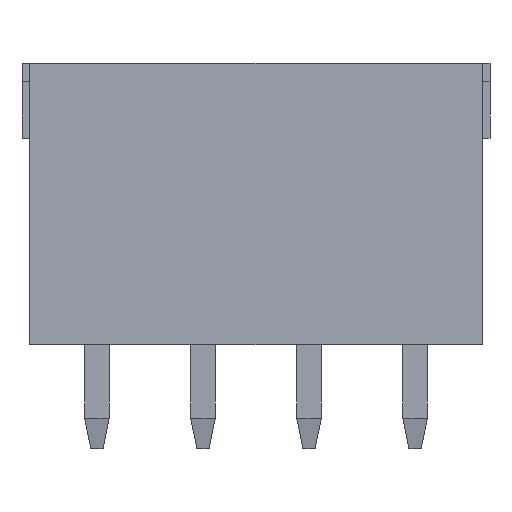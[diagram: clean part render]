
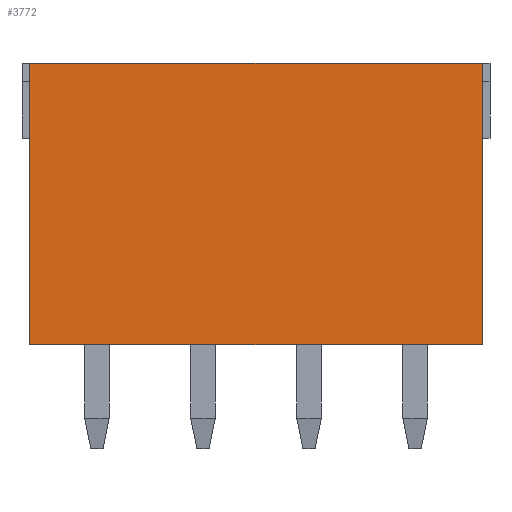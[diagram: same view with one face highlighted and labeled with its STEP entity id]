
A CAD part, front view. The second image highlights one B-rep face of the part: STEP entity #3772.
In plain terms, the highlighted planar face has unit normal (0, -1, 0).
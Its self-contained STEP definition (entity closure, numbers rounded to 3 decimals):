
#3449 = EDGE_CURVE('',#3450,#3452,#3454,.T.);
#3450 = VERTEX_POINT('',#3451);
#3451 = CARTESIAN_POINT('',(7.4,-3.15,0.));
#3452 = VERTEX_POINT('',#3453);
#3453 = CARTESIAN_POINT('',(-7.4,-3.15,0.));
#3454 = LINE('',#3455,#3456);
#3455 = CARTESIAN_POINT('',(7.65,-3.15,0.));
#3456 = VECTOR('',#3457,1.);
#3457 = DIRECTION('',(-1.,0.,0.));
#3503 = EDGE_CURVE('',#3504,#3450,#3506,.T.);
#3504 = VERTEX_POINT('',#3505);
#3505 = CARTESIAN_POINT('',(7.4,-3.15,9.2));
#3506 = LINE('',#3507,#3508);
#3507 = CARTESIAN_POINT('',(7.4,-3.15,9.2));
#3508 = VECTOR('',#3509,1.);
#3509 = DIRECTION('',(0.,0.,-1.));
#3655 = EDGE_CURVE('',#3656,#3452,#3658,.T.);
#3656 = VERTEX_POINT('',#3657);
#3657 = CARTESIAN_POINT('',(-7.4,-3.15,9.2));
#3658 = LINE('',#3659,#3660);
#3659 = CARTESIAN_POINT('',(-7.4,-3.15,9.2));
#3660 = VECTOR('',#3661,1.);
#3661 = DIRECTION('',(0.,0.,-1.));
#3772 = ADVANCED_FACE('',(#3773),#3784,.T.);
#3773 = FACE_BOUND('',#3774,.T.);
#3774 = EDGE_LOOP('',(#3775,#3776,#3782,#3783));
#3775 = ORIENTED_EDGE('',*,*,#3503,.F.);
#3776 = ORIENTED_EDGE('',*,*,#3777,.T.);
#3777 = EDGE_CURVE('',#3504,#3656,#3778,.T.);
#3778 = LINE('',#3779,#3780);
#3779 = CARTESIAN_POINT('',(7.65,-3.15,9.2));
#3780 = VECTOR('',#3781,1.);
#3781 = DIRECTION('',(-1.,0.,0.));
#3782 = ORIENTED_EDGE('',*,*,#3655,.T.);
#3783 = ORIENTED_EDGE('',*,*,#3449,.F.);
#3784 = PLANE('',#3785);
#3785 = AXIS2_PLACEMENT_3D('',#3786,#3787,#3788);
#3786 = CARTESIAN_POINT('',(7.65,-3.15,9.2));
#3787 = DIRECTION('',(0.,-1.,0.));
#3788 = DIRECTION('',(0.,0.,-1.));
